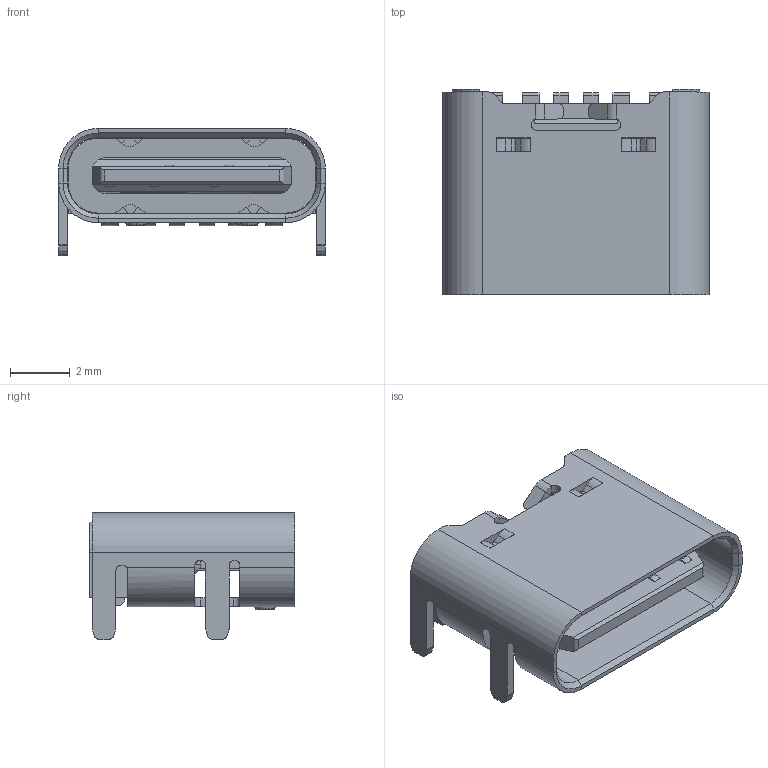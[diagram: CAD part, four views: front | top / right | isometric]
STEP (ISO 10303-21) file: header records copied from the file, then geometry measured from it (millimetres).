
FILE_DESCRIPTION (( 'STEP AP214' ), '1' );
FILE_NAME ('TYPE-C-SMD_TYPE-C-6P_5.STEP', '2024-08-26T13:20:09', ( '' ), ( '' ), 'SwSTEP 2.0', 'SolidWorks 2020', '' );
FILE_SCHEMA (( 'AUTOMOTIVE_DESIGN' ));
Length unit declared in the file: millimetre
Products named in the file (1): TYPE-C-SMD_TYPE-C-6P_5
Bounding box: 8.94 x 6.9 x 4.26 mm (x, y, z)
Volume: 92.8 mm3; surface area: 452.3 mm2
Topology: 27 solids, 29 shells, 823 faces, 2107 edges, 1336 vertices
Faces by surface type: plane 537, cylinder 148, bspline 112, cone 18, torus 8
Full cylindrical faces by diameter (mm): 0.9 x1
Entity records: 35404 total; most frequent: CARTESIAN_POINT 6961, ORIENTED_EDGE 4208, DIRECTION 3450, EDGE_CURVE 2104, LINE 1502, VECTOR 1502, VERTEX_POINT 1336, AXIS2_PLACEMENT_3D 974
